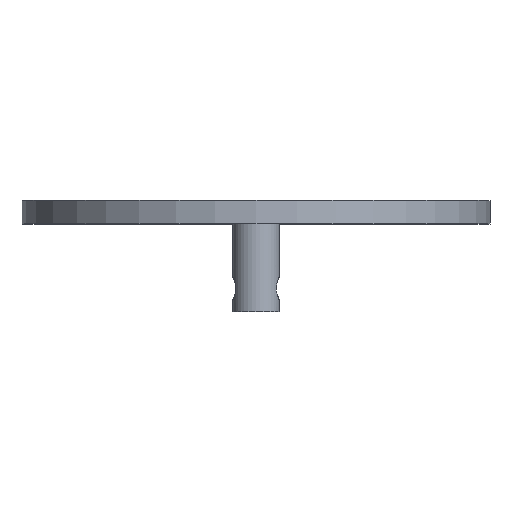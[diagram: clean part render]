
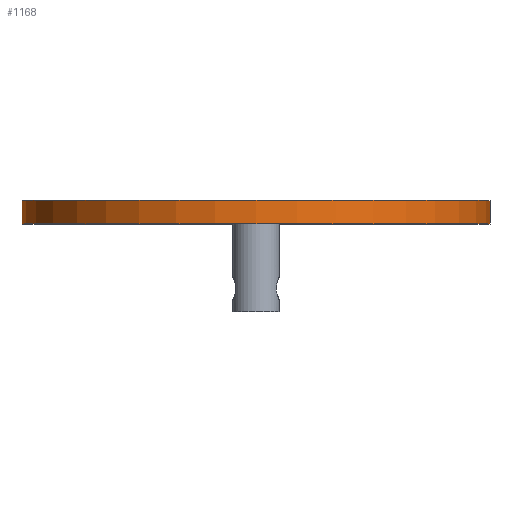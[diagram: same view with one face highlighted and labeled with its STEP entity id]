
A CAD part, top view. The second image highlights one B-rep face of the part: STEP entity #1168.
In plain terms, the highlighted cylindrical face has radius 40 mm (diameter 80 mm), a full revolution.
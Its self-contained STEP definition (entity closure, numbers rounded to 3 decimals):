
#107=FACE_OUTER_BOUND('',#172,.T.);
#172=EDGE_LOOP('',(#978,#979,#980,#981,#982,#983));
#263=LINE('',#2017,#343);
#343=VECTOR('',#1677,40.);
#425=CIRCLE('',#1320,40.);
#426=CIRCLE('',#1321,40.);
#429=CIRCLE('',#1325,40.);
#430=CIRCLE('',#1326,40.);
#535=VERTEX_POINT('',#2004);
#536=VERTEX_POINT('',#2005);
#539=VERTEX_POINT('',#2013);
#540=VERTEX_POINT('',#2014);
#702=EDGE_CURVE('',#535,#536,#425,.T.);
#703=EDGE_CURVE('',#536,#535,#426,.T.);
#706=EDGE_CURVE('',#539,#540,#429,.T.);
#707=EDGE_CURVE('',#540,#539,#430,.T.);
#708=EDGE_CURVE('',#540,#536,#263,.T.);
#978=ORIENTED_EDGE('',*,*,#706,.F.);
#979=ORIENTED_EDGE('',*,*,#707,.F.);
#980=ORIENTED_EDGE('',*,*,#708,.T.);
#981=ORIENTED_EDGE('',*,*,#703,.T.);
#982=ORIENTED_EDGE('',*,*,#702,.T.);
#983=ORIENTED_EDGE('',*,*,#708,.F.);
#1113=CYLINDRICAL_SURFACE('',#1324,40.);
#1168=ADVANCED_FACE('',(#107),#1113,.T.);
#1320=AXIS2_PLACEMENT_3D('',#2006,#1663,#1664);
#1321=AXIS2_PLACEMENT_3D('',#2007,#1665,#1666);
#1324=AXIS2_PLACEMENT_3D('',#2012,#1671,#1672);
#1325=AXIS2_PLACEMENT_3D('',#2015,#1673,#1674);
#1326=AXIS2_PLACEMENT_3D('',#2016,#1675,#1676);
#1663=DIRECTION('center_axis',(0.,1.,0.));
#1664=DIRECTION('ref_axis',(1.,0.,0.));
#1665=DIRECTION('center_axis',(0.,1.,0.));
#1666=DIRECTION('ref_axis',(1.,0.,0.));
#1671=DIRECTION('center_axis',(0.,1.,0.));
#1672=DIRECTION('ref_axis',(1.,0.,0.));
#1673=DIRECTION('center_axis',(0.,1.,0.));
#1674=DIRECTION('ref_axis',(1.,0.,0.));
#1675=DIRECTION('center_axis',(0.,1.,0.));
#1676=DIRECTION('ref_axis',(1.,0.,0.));
#1677=DIRECTION('',(0.,-1.,0.));
#2004=CARTESIAN_POINT('',(40.,15.,0.));
#2005=CARTESIAN_POINT('',(-40.,15.,0.));
#2006=CARTESIAN_POINT('Origin',(0.,15.,0.));
#2007=CARTESIAN_POINT('Origin',(0.,15.,0.));
#2012=CARTESIAN_POINT('Origin',(0.,15.,0.));
#2013=CARTESIAN_POINT('',(40.,19.,0.));
#2014=CARTESIAN_POINT('',(-40.,19.,0.));
#2015=CARTESIAN_POINT('Origin',(0.,19.,0.));
#2016=CARTESIAN_POINT('Origin',(0.,19.,0.));
#2017=CARTESIAN_POINT('',(-40.,15.,0.));
